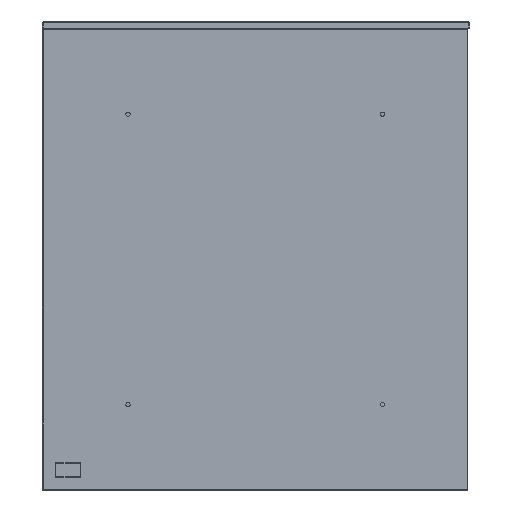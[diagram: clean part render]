
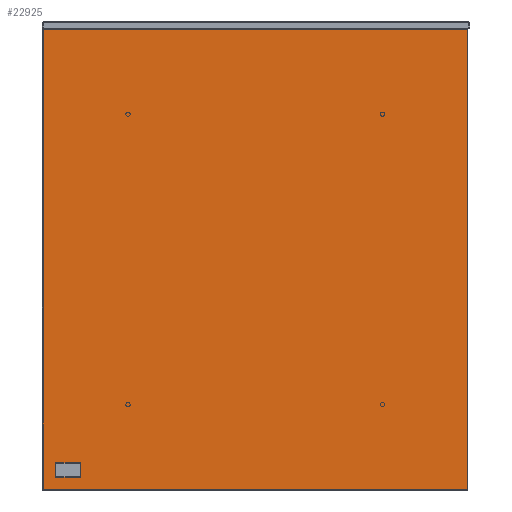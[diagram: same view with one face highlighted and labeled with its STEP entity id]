
A CAD part, left-side view. The second image highlights one B-rep face of the part: STEP entity #22925.
In plain terms, the highlighted planar face has unit normal (-1, 0, 0).
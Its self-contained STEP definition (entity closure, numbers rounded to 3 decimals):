
#22564=CARTESIAN_POINT('',(-3623.565,5493.44,-59.131));
#22565=VERTEX_POINT('',#22564);
#22566=CARTESIAN_POINT('',(-3623.565,5493.44,-596.869));
#22567=VERTEX_POINT('',#22566);
#22568=CARTESIAN_POINT('',(-3623.565,5493.44,-59.131));
#22569=DIRECTION('',(0.0,0.0,-1.0));
#22570=VECTOR('',#22569,537.737);
#22571=LINE('',#22568,#22570);
#22572=EDGE_CURVE('',#22565,#22567,#22571,.T.);
#22604=CARTESIAN_POINT('',(-3623.565,5493.771,-597.2));
#22605=VERTEX_POINT('',#22604);
#22606=CARTESIAN_POINT('',(-3623.565,5493.44,-596.869));
#22607=DIRECTION('',(0.0,0.707,-0.707));
#22608=VECTOR('',#22607,0.469);
#22609=LINE('',#22606,#22608);
#22610=EDGE_CURVE('',#22567,#22605,#22609,.T.);
#22635=CARTESIAN_POINT('',(-3623.565,5989.508,-597.2));
#22636=VERTEX_POINT('',#22635);
#22637=CARTESIAN_POINT('',(-3623.565,5493.771,-597.2));
#22638=DIRECTION('',(0.0,1.0,0.0));
#22639=VECTOR('',#22638,495.737);
#22640=LINE('',#22637,#22639);
#22641=EDGE_CURVE('',#22605,#22636,#22640,.T.);
#22675=CARTESIAN_POINT('',(-3623.565,5989.84,-596.869));
#22676=VERTEX_POINT('',#22675);
#22677=CARTESIAN_POINT('',(-3623.565,5989.508,-597.2));
#22678=DIRECTION('',(0.0,0.707,0.707));
#22679=VECTOR('',#22678,0.469);
#22680=LINE('',#22677,#22679);
#22681=EDGE_CURVE('',#22636,#22676,#22680,.T.);
#22706=CARTESIAN_POINT('',(-3623.565,5989.84,-59.131));
#22707=VERTEX_POINT('',#22706);
#22708=CARTESIAN_POINT('',(-3623.565,5989.84,-596.869));
#22709=DIRECTION('',(0.0,0.0,1.0));
#22710=VECTOR('',#22709,537.737);
#22711=LINE('',#22708,#22710);
#22712=EDGE_CURVE('',#22676,#22707,#22711,.T.);
#22737=CARTESIAN_POINT('',(-3623.565,5989.508,-58.8));
#22738=VERTEX_POINT('',#22737);
#22739=CARTESIAN_POINT('',(-3623.565,5989.84,-59.131));
#22740=DIRECTION('',(0.0,-0.707,0.707));
#22741=VECTOR('',#22740,0.469);
#22742=LINE('',#22739,#22741);
#22743=EDGE_CURVE('',#22707,#22738,#22742,.T.);
#22768=CARTESIAN_POINT('',(-3623.565,5493.771,-58.8));
#22769=VERTEX_POINT('',#22768);
#22770=CARTESIAN_POINT('',(-3623.565,5989.508,-58.8));
#22771=DIRECTION('',(0.0,-1.0,0.0));
#22772=VECTOR('',#22771,495.737);
#22773=LINE('',#22770,#22772);
#22774=EDGE_CURVE('',#22738,#22769,#22773,.T.);
#22797=CARTESIAN_POINT('',(-3623.565,5493.771,-58.8));
#22798=DIRECTION('',(0.0,-0.707,-0.707));
#22799=VECTOR('',#22798,0.469);
#22800=LINE('',#22797,#22799);
#22801=EDGE_CURVE('',#22769,#22565,#22800,.T.);
#22910=CARTESIAN_POINT('',(-3623.565,5741.64,-597.201));
#22911=DIRECTION('',(-1.0,0.0,0.0));
#22912=DIRECTION('',(0.0,0.0,1.0));
#22913=AXIS2_PLACEMENT_3D('',#22910,#22911,#22912);
#22914=PLANE('',#22913);
#22915=ORIENTED_EDGE('',*,*,#22572,.F.);
#22916=ORIENTED_EDGE('',*,*,#22801,.F.);
#22917=ORIENTED_EDGE('',*,*,#22774,.F.);
#22918=ORIENTED_EDGE('',*,*,#22743,.F.);
#22919=ORIENTED_EDGE('',*,*,#22712,.F.);
#22920=ORIENTED_EDGE('',*,*,#22681,.F.);
#22921=ORIENTED_EDGE('',*,*,#22641,.F.);
#22922=ORIENTED_EDGE('',*,*,#22610,.F.);
#22923=EDGE_LOOP('',(#22915,#22916,#22917,#22918,#22919,#22920,#22921,#22922));
#22924=FACE_OUTER_BOUND('',#22923,.T.);
#22925=ADVANCED_FACE('',(#22924),#22914,.T.);
